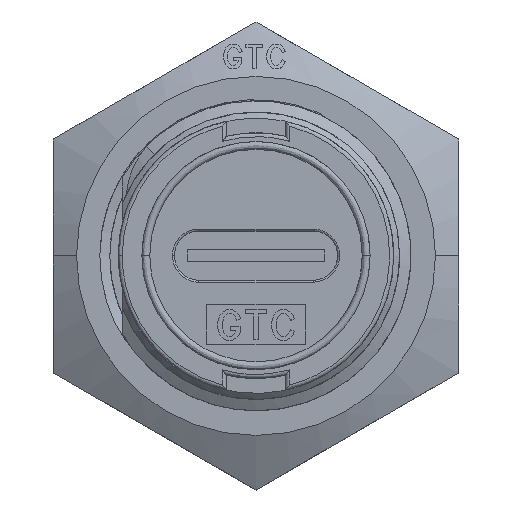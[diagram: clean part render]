
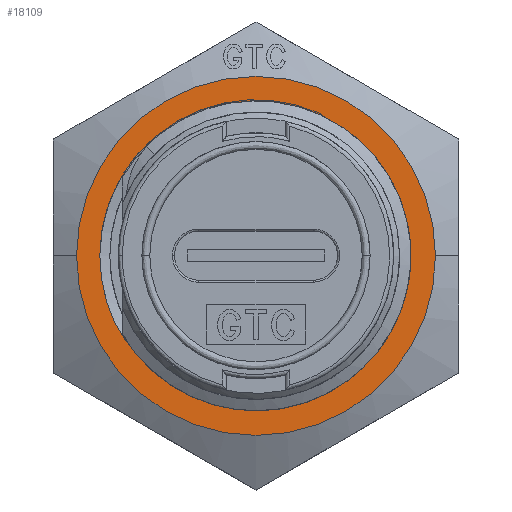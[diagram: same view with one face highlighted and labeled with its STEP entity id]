
A CAD part, top view. The second image highlights one B-rep face of the part: STEP entity #18109.
In plain terms, the highlighted planar face has unit normal (0, 0, 1).
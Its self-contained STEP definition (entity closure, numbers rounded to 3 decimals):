
#1619 = VERTEX_POINT ( 'NONE', #36888 ) ;
#2212 = CARTESIAN_POINT ( 'NONE',  ( 5.272, -5.236, 6.8 ) ) ;
#2287 = EDGE_CURVE ( 'NONE', #9391, #7475, #38205, .T. ) ;
#2453 = CARTESIAN_POINT ( 'NONE',  ( -2.636, -7.296, 6.8 ) ) ;
#3699 = DIRECTION ( 'NONE',  ( -1., 0., 0. ) ) ;
#3745 = DIRECTION ( 'NONE',  ( 0., 0., -1. ) ) ;
#3828 = CARTESIAN_POINT ( 'NONE',  ( 0., 0., 6.8 ) ) ;
#4196 = EDGE_CURVE ( 'NONE', #17831, #25587, #34281, .T. ) ;
#4799 = CARTESIAN_POINT ( 'NONE',  ( -2.745, 7.45, 6.8 ) ) ;
#4919 = EDGE_LOOP ( 'NONE', ( #19773, #21301, #5586, #5604, #22385 ) ) ;
#5310 = CARTESIAN_POINT ( 'NONE',  ( 4.379, -6.09, 6.8 ) ) ;
#5429 = CARTESIAN_POINT ( 'NONE',  ( -3.771, -6.804, 6.8 ) ) ;
#5586 = ORIENTED_EDGE ( 'NONE', *, *, #27140, .T. ) ;
#5604 = ORIENTED_EDGE ( 'NONE', *, *, #23643, .T. ) ;
#6154 = CIRCLE ( 'NONE', #27096, 9.123 ) ;
#6173 = AXIS2_PLACEMENT_3D ( 'NONE', #18910, #18834, #18789 ) ;
#7475 = VERTEX_POINT ( 'NONE', #21573 ) ;
#8251 = CARTESIAN_POINT ( 'NONE',  ( 2.788, -7.034, 6.8 ) ) ;
#8377 = CARTESIAN_POINT ( 'NONE',  ( -4.564, -6.338, 6.8 ) ) ;
#8397 = DIRECTION ( 'NONE',  ( -1., 0., 0. ) ) ;
#8448 = DIRECTION ( 'NONE',  ( 0., 0., -1. ) ) ;
#8490 = CARTESIAN_POINT ( 'NONE',  ( 0., 0., 6.8 ) ) ;
#9061 = AXIS2_PLACEMENT_3D ( 'NONE', #37168, #37123, #37068 ) ;
#9391 = VERTEX_POINT ( 'NONE', #37125 ) ;
#10448 = EDGE_LOOP ( 'NONE', ( #20023, #26597 ) ) ;
#10924 = FACE_BOUND ( 'NONE', #4919, .T. ) ;
#11017 = CIRCLE ( 'NONE', #6173, 7.43 ) ;
#11233 = CARTESIAN_POINT ( 'NONE',  ( 1.616, -7.414, 6.8 ) ) ;
#11371 = CARTESIAN_POINT ( 'NONE',  ( -5.766, -5.371, 6.8 ) ) ;
#12436 = AXIS2_PLACEMENT_3D ( 'NONE', #33355, #33222, #33186 ) ;
#13296 = CARTESIAN_POINT ( 'NONE',  ( -2.745, 7.45, 6.8 ) ) ;
#13379 = CARTESIAN_POINT ( 'NONE',  ( -2.152, 7.647, 6.8 ) ) ;
#13429 = CARTESIAN_POINT ( 'NONE',  ( -1.549, 7.772, 6.8 ) ) ;
#13511 = CARTESIAN_POINT ( 'NONE',  ( -0.321, 7.877, 6.8 ) ) ;
#13562 = CARTESIAN_POINT ( 'NONE',  ( 0.31, 7.856, 6.8 ) ) ;
#13648 = CARTESIAN_POINT ( 'NONE',  ( 1.224, 7.715, 6.8 ) ) ;
#13694 = CARTESIAN_POINT ( 'NONE',  ( 1.526, 7.65, 6.8 ) ) ;
#13765 = CARTESIAN_POINT ( 'NONE',  ( 2.121, 7.485, 6.8 ) ) ;
#13811 = CARTESIAN_POINT ( 'NONE',  ( 2.417, 7.384, 6.8 ) ) ;
#13885 = CARTESIAN_POINT ( 'NONE',  ( 3.28, 7.028, 6.8 ) ) ;
#13925 = CARTESIAN_POINT ( 'NONE',  ( 3.819, 6.728, 6.8 ) ) ;
#14009 = CARTESIAN_POINT ( 'NONE',  ( 4.57, 6.18, 6.8 ) ) ;
#14059 = CARTESIAN_POINT ( 'NONE',  ( 4.812, 5.98, 6.8 ) ) ;
#14176 = CARTESIAN_POINT ( 'NONE',  ( 5.264, 5.556, 6.8 ) ) ;
#14199 = CARTESIAN_POINT ( 'NONE',  ( 0.405, -7.632, 6.8 ) ) ;
#14250 = CARTESIAN_POINT ( 'NONE',  ( 5.688, 5.107, 6.8 ) ) ;
#14297 = CARTESIAN_POINT ( 'NONE',  ( 6.055, 4.61, 6.8 ) ) ;
#14325 = CARTESIAN_POINT ( 'NONE',  ( -6.903, -3.931, 6.8 ) ) ;
#14379 = CARTESIAN_POINT ( 'NONE',  ( 6.393, 4.088, 6.8 ) ) ;
#14425 = CARTESIAN_POINT ( 'NONE',  ( 6.546, 3.815, 6.8 ) ) ;
#14516 = CARTESIAN_POINT ( 'NONE',  ( 6.951, 2.98, 6.8 ) ) ;
#14562 = CARTESIAN_POINT ( 'NONE',  ( 7.152, 2.397, 6.8 ) ) ;
#14635 = CARTESIAN_POINT ( 'NONE',  ( 7.408, 1.175, 6.8 ) ) ;
#14765 = CARTESIAN_POINT ( 'NONE',  ( 7.43, -0.07, 6.8 ) ) ;
#15083 = CARTESIAN_POINT ( 'NONE',  ( 7.458, 0.555, 6.8 ) ) ;
#15870 = CIRCLE ( 'NONE', #9061, 7.94 ) ;
#16072 = CARTESIAN_POINT ( 'NONE',  ( 5.272, -5.236, 6.8 ) ) ;
#17133 = CARTESIAN_POINT ( 'NONE',  ( -0.824, -7.63, 6.8 ) ) ;
#17636 = VERTEX_POINT ( 'NONE', #37291 ) ;
#17831 = VERTEX_POINT ( 'NONE', #31704 ) ;
#18109 = ADVANCED_FACE ( 'NONE', ( #26624, #10924 ), #33231, .T. ) ;
#18789 = DIRECTION ( 'NONE',  ( 1., 0., 0. ) ) ;
#18834 = DIRECTION ( 'NONE',  ( 0., 0., -1. ) ) ;
#18910 = CARTESIAN_POINT ( 'NONE',  ( 0., 0., 6.8 ) ) ;
#19773 = ORIENTED_EDGE ( 'NONE', *, *, #27536, .T. ) ;
#20023 = ORIENTED_EDGE ( 'NONE', *, *, #22838, .F. ) ;
#20110 = CARTESIAN_POINT ( 'NONE',  ( -2.046, -7.46, 6.8 ) ) ;
#21301 = ORIENTED_EDGE ( 'NONE', *, *, #34649, .T. ) ;
#21573 = CARTESIAN_POINT ( 'NONE',  ( -9.123, 0., 6.8 ) ) ;
#22385 = ORIENTED_EDGE ( 'NONE', *, *, #4196, .F. ) ;
#22389 = AXIS2_PLACEMENT_3D ( 'NONE', #3828, #3745, #3699 ) ;
#22838 = EDGE_CURVE ( 'NONE', #7475, #9391, #6154, .T. ) ;
#23061 = CARTESIAN_POINT ( 'NONE',  ( -3.492, -6.941, 6.8 ) ) ;
#23643 = EDGE_CURVE ( 'NONE', #1619, #25587, #15870, .T. ) ;
#25587 = VERTEX_POINT ( 'NONE', #4799 ) ;
#25924 = CARTESIAN_POINT ( 'NONE',  ( 3.339, -6.766, 6.8 ) ) ;
#26067 = CARTESIAN_POINT ( 'NONE',  ( -4.306, -6.503, 6.8 ) ) ;
#26597 = ORIENTED_EDGE ( 'NONE', *, *, #2287, .F. ) ;
#26624 = FACE_OUTER_BOUND ( 'NONE', #10448, .T. ) ;
#27096 = AXIS2_PLACEMENT_3D ( 'NONE', #8490, #8448, #8397 ) ;
#27140 = EDGE_CURVE ( 'NONE', #17636, #1619, #36896, .T. ) ;
#27536 = EDGE_CURVE ( 'NONE', #17831, #30122, #11017, .T. ) ;
#28913 = CARTESIAN_POINT ( 'NONE',  ( 1.916, -7.332, 6.8 ) ) ;
#29032 = CARTESIAN_POINT ( 'NONE',  ( -5.307, -5.796, 6.8 ) ) ;
#29213 = DIRECTION ( 'NONE',  ( -1., 0., 0. ) ) ;
#29261 = DIRECTION ( 'NONE',  ( 0., 0., -1. ) ) ;
#29292 = CARTESIAN_POINT ( 'NONE',  ( 0., 0., 6.8 ) ) ;
#29384 = AXIS2_PLACEMENT_3D ( 'NONE', #29292, #29261, #29213 ) ;
#30122 = VERTEX_POINT ( 'NONE', #16072 ) ;
#31704 = CARTESIAN_POINT ( 'NONE',  ( 7.43, -0.07, 6.8 ) ) ;
#31869 = CARTESIAN_POINT ( 'NONE',  ( 1.012, -7.542, 6.8 ) ) ;
#31999 = CARTESIAN_POINT ( 'NONE',  ( -6.561, -4.439, 6.8 ) ) ;
#33186 = DIRECTION ( 'NONE',  ( 1., 0., 0. ) ) ;
#33222 = DIRECTION ( 'NONE',  ( 0., 0., 1. ) ) ;
#33231 = PLANE ( 'NONE',  #12436 ) ;
#33355 = CARTESIAN_POINT ( 'NONE',  ( -10.3, -5.947, 6.8 ) ) ;
#34281 = B_SPLINE_CURVE_WITH_KNOTS ( 'NONE', 3,
 ( #14765, #15083, #14635, #14562, #14516, #14425, #14379, #14297, #14250, #14176, #14059, #14009, #13925, #13885, #13811, #13765, #13694, #13648, #13562, #13511, #13429, #13379, #13296 ),
 .UNSPECIFIED., .F., .F.,
 ( 4, 2, 2, 2, 1, 2, 2, 2, 2, 2, 2, 4 ),
 ( 0., 0.002, 0.004, 0.005, 0.006, 0.007, 0.007, 0.009, 0.01, 0.011, 0.013, 0.015 ),
 .UNSPECIFIED. ) ;
#34649 = EDGE_CURVE ( 'NONE', #30122, #17636, #37358, .T. ) ;
#34698 = CARTESIAN_POINT ( 'NONE',  ( 4.851, -5.692, 6.8 ) ) ;
#34831 = CARTESIAN_POINT ( 'NONE',  ( -0.208, -7.649, 6.8 ) ) ;
#34942 = CARTESIAN_POINT ( 'NONE',  ( -7.185, -3.378, 6.8 ) ) ;
#36888 = CARTESIAN_POINT ( 'NONE',  ( -7.94, 0., 6.8 ) ) ;
#36896 = CIRCLE ( 'NONE', #29384, 7.94 ) ;
#37068 = DIRECTION ( 'NONE',  ( -1., 0., 0. ) ) ;
#37123 = DIRECTION ( 'NONE',  ( 0., 0., -1. ) ) ;
#37125 = CARTESIAN_POINT ( 'NONE',  ( 9.123, 0., 6.8 ) ) ;
#37168 = CARTESIAN_POINT ( 'NONE',  ( 0., 0., 6.8 ) ) ;
#37291 = CARTESIAN_POINT ( 'NONE',  ( -7.185, -3.378, 6.8 ) ) ;
#37358 = B_SPLINE_CURVE_WITH_KNOTS ( 'NONE', 3,
 ( #2212, #34698, #5310, #25924, #8251, #28913, #11233, #31869, #14199, #34831, #17133, #37781, #20110, #2453, #23061, #5429, #26067, #8377, #29032, #11371, #31999, #14325, #34942 ),
 .UNSPECIFIED., .F., .F.,
 ( 4, 2, 2, 2, 1, 2, 2, 2, 2, 2, 2, 4 ),
 ( 0., 0.002, 0.004, 0.005, 0.006, 0.006, 0.007, 0.009, 0.01, 0.011, 0.013, 0.015 ),
 .UNSPECIFIED. ) ;
#37781 = CARTESIAN_POINT ( 'NONE',  ( -1.135, -7.601, 6.8 ) ) ;
#38205 = CIRCLE ( 'NONE', #22389, 9.123 ) ;
